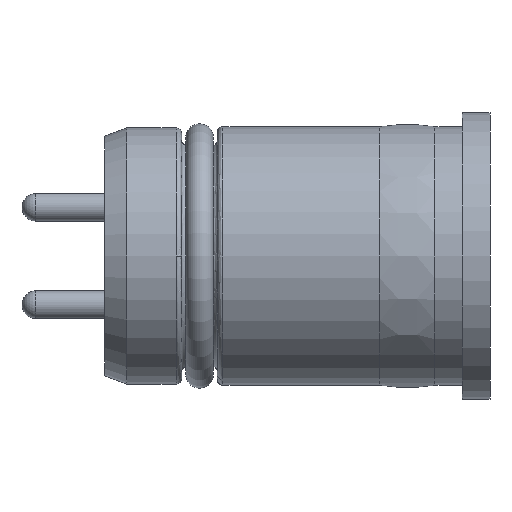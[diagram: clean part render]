
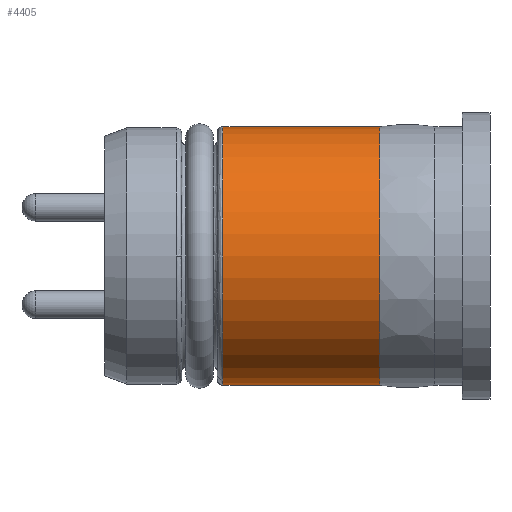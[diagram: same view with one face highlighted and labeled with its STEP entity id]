
A CAD part, left-side view. The second image highlights one B-rep face of the part: STEP entity #4405.
In plain terms, the highlighted cylindrical face has radius 4.7 mm (diameter 9.4 mm), a partial arc.
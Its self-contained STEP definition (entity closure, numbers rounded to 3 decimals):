
#340 = ORIENTED_EDGE ( 'NONE', *, *, #6322, .F. ) ;
#535 = CIRCLE ( 'NONE', #5163, 4.7 ) ;
#624 = CARTESIAN_POINT ( 'NONE',  ( 0., -8.5, -4.7 ) ) ;
#728 = ORIENTED_EDGE ( 'NONE', *, *, #2286, .F. ) ;
#1204 = VERTEX_POINT ( 'NONE', #2662 ) ;
#1226 = VERTEX_POINT ( 'NONE', #1656 ) ;
#1552 = CARTESIAN_POINT ( 'NONE',  ( 0., 0.7, 0. ) ) ;
#1656 = CARTESIAN_POINT ( 'NONE',  ( 0., 0.7, 4.7 ) ) ;
#1688 = DIRECTION ( 'NONE',  ( 0., 0., -1. ) ) ;
#1694 = DIRECTION ( 'NONE',  ( 0., -1., 0. ) ) ;
#1904 = CARTESIAN_POINT ( 'NONE',  ( 0., -5., 0. ) ) ;
#2076 = DIRECTION ( 'NONE',  ( 0., 0., -1. ) ) ;
#2235 = AXIS2_PLACEMENT_3D ( 'NONE', #1904, #5578, #2408 ) ;
#2286 = EDGE_CURVE ( 'NONE', #2737, #4436, #4819, .T. ) ;
#2408 = DIRECTION ( 'NONE',  ( 0., 0., 1. ) ) ;
#2510 = ORIENTED_EDGE ( 'NONE', *, *, #4064, .T. ) ;
#2662 = CARTESIAN_POINT ( 'NONE',  ( 0., 0.7, -4.7 ) ) ;
#2737 = VERTEX_POINT ( 'NONE', #6741 ) ;
#3161 = EDGE_CURVE ( 'NONE', #1226, #1204, #535, .T. ) ;
#3264 = CARTESIAN_POINT ( 'NONE',  ( 0., -8.5, 0. ) ) ;
#3413 = LINE ( 'NONE', #6751, #6056 ) ;
#3468 = VECTOR ( 'NONE', #1694, 1000. ) ;
#3762 = DIRECTION ( 'NONE',  ( 0., -1., 0. ) ) ;
#3778 = AXIS2_PLACEMENT_3D ( 'NONE', #3264, #3762, #1688 ) ;
#3824 = ORIENTED_EDGE ( 'NONE', *, *, #3161, .T. ) ;
#4064 = EDGE_CURVE ( 'NONE', #1204, #4436, #6257, .T. ) ;
#4405 = ADVANCED_FACE ( 'NONE', ( #5284 ), #5103, .T. ) ;
#4436 = VERTEX_POINT ( 'NONE', #4855 ) ;
#4819 = CIRCLE ( 'NONE', #2235, 4.7 ) ;
#4855 = CARTESIAN_POINT ( 'NONE',  ( 0., -5., -4.7 ) ) ;
#5103 = CYLINDRICAL_SURFACE ( 'NONE', #3778, 4.7 ) ;
#5163 = AXIS2_PLACEMENT_3D ( 'NONE', #1552, #5231, #2076 ) ;
#5187 = EDGE_LOOP ( 'NONE', ( #340, #3824, #2510, #728 ) ) ;
#5231 = DIRECTION ( 'NONE',  ( 0., -1., 0. ) ) ;
#5284 = FACE_OUTER_BOUND ( 'NONE', #5187, .T. ) ;
#5578 = DIRECTION ( 'NONE',  ( 0., -1., 0. ) ) ;
#6056 = VECTOR ( 'NONE', #6258, 1000. ) ;
#6257 = LINE ( 'NONE', #624, #3468 ) ;
#6258 = DIRECTION ( 'NONE',  ( 0., -1., 0. ) ) ;
#6322 = EDGE_CURVE ( 'NONE', #1226, #2737, #3413, .T. ) ;
#6741 = CARTESIAN_POINT ( 'NONE',  ( 0., -5., 4.7 ) ) ;
#6751 = CARTESIAN_POINT ( 'NONE',  ( 0., -8.5, 4.7 ) ) ;
